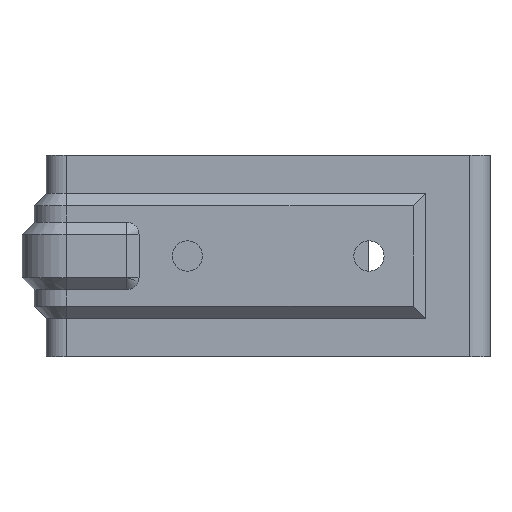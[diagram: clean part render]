
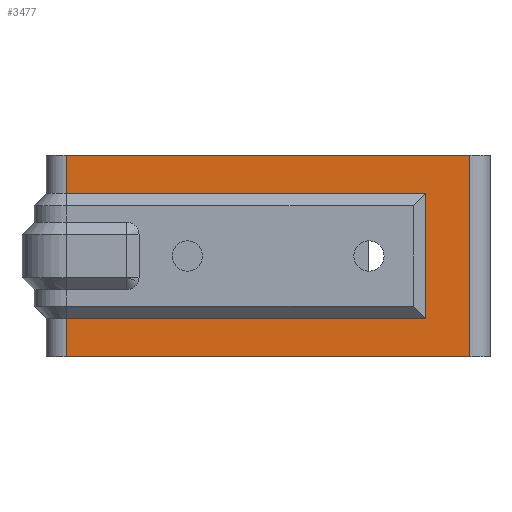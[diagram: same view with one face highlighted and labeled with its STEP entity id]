
A CAD part, front view. The second image highlights one B-rep face of the part: STEP entity #3477.
In plain terms, the highlighted planar face has unit normal (0, -1, 0).
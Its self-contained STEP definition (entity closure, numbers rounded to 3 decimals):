
#175 = ORIENTED_EDGE ( 'NONE', *, *, #2514, .T. ) ;
#178 = ORIENTED_EDGE ( 'NONE', *, *, #2510, .T. ) ;
#184 = ORIENTED_EDGE ( 'NONE', *, *, #2522, .F. ) ;
#254 = DIRECTION ( 'NONE',  ( 0., 0., -1. ) ) ;
#262 = CARTESIAN_POINT ( 'NONE',  ( -72.5, -3., 25. ) ) ;
#301 = CARTESIAN_POINT ( 'NONE',  ( -72.5, -3., 15.5 ) ) ;
#326 = CARTESIAN_POINT ( 'NONE',  ( 27.5, -3., -25. ) ) ;
#583 = VECTOR ( 'NONE', #254, 1000. ) ;
#600 = LINE ( 'NONE', #262, #583 ) ;
#803 = VERTEX_POINT ( 'NONE', #3449 ) ;
#810 = VERTEX_POINT ( 'NONE', #301 ) ;
#840 = VERTEX_POINT ( 'NONE', #326 ) ;
#881 = VERTEX_POINT ( 'NONE', #1622 ) ;
#1054 = FACE_OUTER_BOUND ( 'NONE', #2912, .T. ) ;
#1246 = ORIENTED_EDGE ( 'NONE', *, *, #1332, .T. ) ;
#1249 = ORIENTED_EDGE ( 'NONE', *, *, #2500, .F. ) ;
#1252 = ORIENTED_EDGE ( 'NONE', *, *, #1359, .T. ) ;
#1261 = ORIENTED_EDGE ( 'NONE', *, *, #2503, .F. ) ;
#1273 = ORIENTED_EDGE ( 'NONE', *, *, #2505, .T. ) ;
#1332 = EDGE_CURVE ( 'NONE', #2103, #2109, #600, .T. ) ;
#1359 = EDGE_CURVE ( 'NONE', #2079, #2110, #1505, .T. ) ;
#1438 = LINE ( 'NONE', #2400, #1441 ) ;
#1441 = VECTOR ( 'NONE', #2401, 1000. ) ;
#1442 = LINE ( 'NONE', #2408, #1490 ) ;
#1444 = LINE ( 'NONE', #2381, #1446 ) ;
#1446 = VECTOR ( 'NONE', #2373, 1000. ) ;
#1450 = VECTOR ( 'NONE', #2378, 1000. ) ;
#1451 = VECTOR ( 'NONE', #2385, 1000. ) ;
#1453 = LINE ( 'NONE', #2377, #1450 ) ;
#1457 = LINE ( 'NONE', #2388, #1451 ) ;
#1476 = LINE ( 'NONE', #2427, #1481 ) ;
#1481 = VECTOR ( 'NONE', #2428, 1000. ) ;
#1490 = VECTOR ( 'NONE', #2402, 1000. ) ;
#1505 = LINE ( 'NONE', #3390, #1541 ) ;
#1541 = VECTOR ( 'NONE', #3391, 1000. ) ;
#1622 = CARTESIAN_POINT ( 'NONE',  ( 16.5, -3., -15.5 ) ) ;
#1730 = PLANE ( 'NONE',  #1948 ) ;
#1732 = CARTESIAN_POINT ( 'NONE',  ( -72.5, -3., 25. ) ) ;
#1737 = DIRECTION ( 'NONE',  ( 0., -1., 0. ) ) ;
#1738 = DIRECTION ( 'NONE',  ( 0., 0., -1. ) ) ;
#1948 = AXIS2_PLACEMENT_3D ( 'NONE', #1732, #1737, #1738 ) ;
#2079 = VERTEX_POINT ( 'NONE', #2716 ) ;
#2103 = VERTEX_POINT ( 'NONE', #2330 ) ;
#2109 = VERTEX_POINT ( 'NONE', #2336 ) ;
#2110 = VERTEX_POINT ( 'NONE', #2337 ) ;
#2330 = CARTESIAN_POINT ( 'NONE',  ( -72.5, -3., -15.5 ) ) ;
#2336 = CARTESIAN_POINT ( 'NONE',  ( -72.5, -3., -25. ) ) ;
#2337 = CARTESIAN_POINT ( 'NONE',  ( -72.5, -3., 25. ) ) ;
#2373 = DIRECTION ( 'NONE',  ( -1., 0., 0. ) ) ;
#2377 = CARTESIAN_POINT ( 'NONE',  ( 27.5, -3., 25. ) ) ;
#2378 = DIRECTION ( 'NONE',  ( 0., 0., -1. ) ) ;
#2381 = CARTESIAN_POINT ( 'NONE',  ( -72.5, -3., 15.5 ) ) ;
#2385 = DIRECTION ( 'NONE',  ( 0., 0., -1. ) ) ;
#2388 = CARTESIAN_POINT ( 'NONE',  ( -72.5, -3., 25. ) ) ;
#2400 = CARTESIAN_POINT ( 'NONE',  ( -72.5, -3., -15.5 ) ) ;
#2401 = DIRECTION ( 'NONE',  ( -1., 0., 0. ) ) ;
#2402 = DIRECTION ( 'NONE',  ( 0., 0., -1. ) ) ;
#2408 = CARTESIAN_POINT ( 'NONE',  ( 16.5, -3., 25. ) ) ;
#2427 = CARTESIAN_POINT ( 'NONE',  ( -72.5, -3., -25. ) ) ;
#2428 = DIRECTION ( 'NONE',  ( -1., 0., 0. ) ) ;
#2500 = EDGE_CURVE ( 'NONE', #2079, #840, #1453, .T. ) ;
#2503 = EDGE_CURVE ( 'NONE', #803, #810, #1444, .T. ) ;
#2505 = EDGE_CURVE ( 'NONE', #2110, #810, #1457, .T. ) ;
#2510 = EDGE_CURVE ( 'NONE', #881, #2103, #1438, .T. ) ;
#2514 = EDGE_CURVE ( 'NONE', #803, #881, #1442, .T. ) ;
#2522 = EDGE_CURVE ( 'NONE', #840, #2109, #1476, .T. ) ;
#2716 = CARTESIAN_POINT ( 'NONE',  ( 27.5, -3., 25. ) ) ;
#2912 = EDGE_LOOP ( 'NONE', ( #1261, #175, #178, #1246, #184, #1249, #1252, #1273 ) ) ;
#3390 = CARTESIAN_POINT ( 'NONE',  ( -72.5, -3., 25. ) ) ;
#3391 = DIRECTION ( 'NONE',  ( -1., 0., 0. ) ) ;
#3449 = CARTESIAN_POINT ( 'NONE',  ( 16.5, -3., 15.5 ) ) ;
#3477 = ADVANCED_FACE ( 'NONE', ( #1054 ), #1730, .T. ) ;
